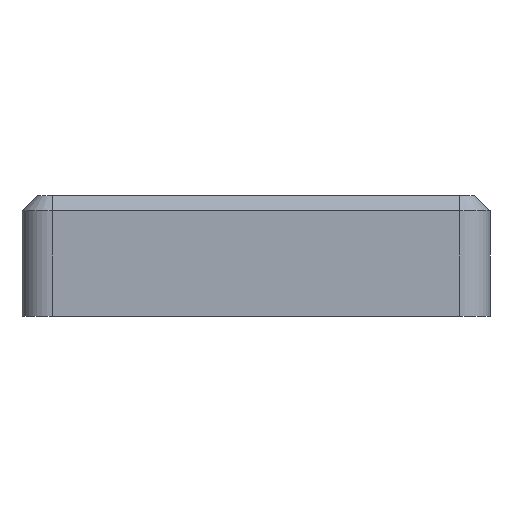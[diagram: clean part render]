
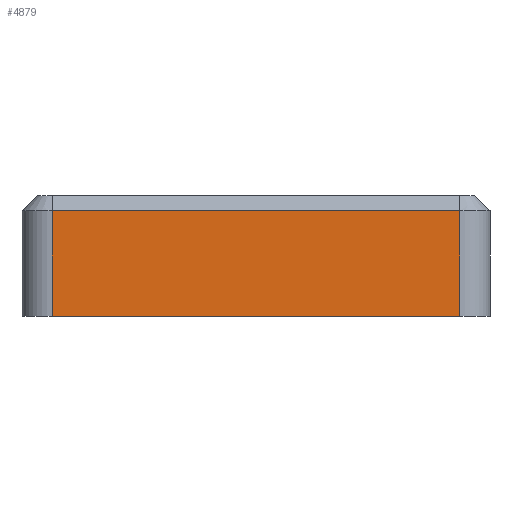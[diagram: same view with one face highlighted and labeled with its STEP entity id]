
A CAD part, left-side view. The second image highlights one B-rep face of the part: STEP entity #4879.
In plain terms, the highlighted planar face has unit normal (-1, 0, 0).
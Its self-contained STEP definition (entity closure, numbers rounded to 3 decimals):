
#479=FACE_OUTER_BOUND('',#794,.T.);
#794=EDGE_LOOP('',(#3285,#3286,#3287,#3288));
#1137=LINE('',#6321,#1602);
#1154=LINE('',#6373,#1619);
#1155=LINE('',#6377,#1620);
#1156=LINE('',#6378,#1621);
#1602=VECTOR('',#5412,27.);
#1619=VECTOR('',#5467,7.);
#1620=VECTOR('',#5472,7.);
#1621=VECTOR('',#5473,27.);
#2064=VERTEX_POINT('',#6314);
#2067=VERTEX_POINT('',#6319);
#2083=VERTEX_POINT('',#6372);
#2084=VERTEX_POINT('',#6376);
#2514=EDGE_CURVE('',#2067,#2064,#1137,.T.);
#2540=EDGE_CURVE('',#2064,#2083,#1154,.T.);
#2542=EDGE_CURVE('',#2084,#2067,#1155,.T.);
#2543=EDGE_CURVE('',#2083,#2084,#1156,.T.);
#3285=ORIENTED_EDGE('',*,*,#2514,.F.);
#3286=ORIENTED_EDGE('',*,*,#2542,.F.);
#3287=ORIENTED_EDGE('',*,*,#2543,.F.);
#3288=ORIENTED_EDGE('',*,*,#2540,.F.);
#4710=PLANE('',#5206);
#4879=ADVANCED_FACE('',(#479),#4710,.T.);
#5206=AXIS2_PLACEMENT_3D('',#6375,#5470,#5471);
#5412=DIRECTION('',(0.,-1.,0.));
#5467=DIRECTION('',(0.,0.,-1.));
#5470=DIRECTION('center_axis',(-1.,0.,0.));
#5471=DIRECTION('ref_axis',(0.,-1.,0.));
#5472=DIRECTION('',(0.,0.,1.));
#5473=DIRECTION('',(0.,1.,0.));
#6314=CARTESIAN_POINT('',(-33.5,-13.5,7.));
#6319=CARTESIAN_POINT('',(-33.5,13.5,7.));
#6321=CARTESIAN_POINT('',(-33.5,7.75,7.));
#6372=CARTESIAN_POINT('',(-33.5,-13.5,0.));
#6373=CARTESIAN_POINT('',(-33.5,-13.5,0.));
#6375=CARTESIAN_POINT('Origin',(-33.5,15.5,0.));
#6376=CARTESIAN_POINT('',(-33.5,13.5,0.));
#6377=CARTESIAN_POINT('',(-33.5,13.5,0.));
#6378=CARTESIAN_POINT('',(-33.5,-15.5,0.));
